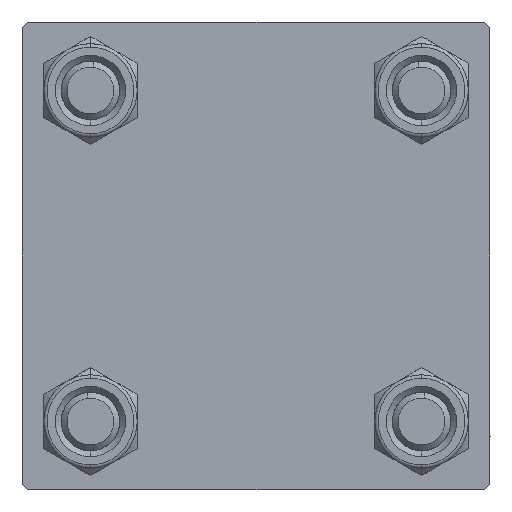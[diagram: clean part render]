
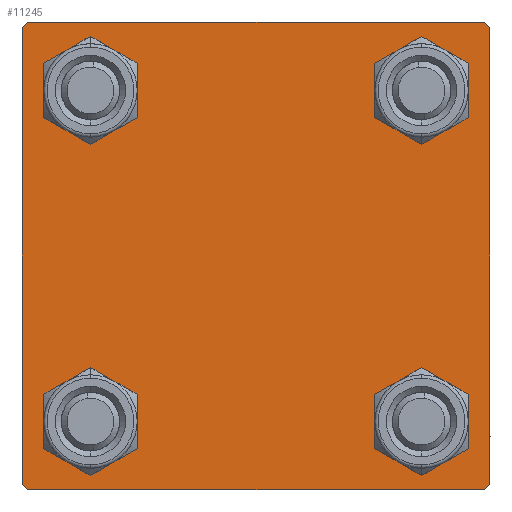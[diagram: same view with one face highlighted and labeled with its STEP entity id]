
A CAD part, left-side view. The second image highlights one B-rep face of the part: STEP entity #11245.
In plain terms, the highlighted planar face has unit normal (-1, 0, 0).
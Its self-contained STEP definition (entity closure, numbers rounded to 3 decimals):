
#544 = CARTESIAN_POINT ( 'NONE',  ( 0., -14.15, -17.15 ) ) ;
#652 = VECTOR ( 'NONE', #29354, 1000. ) ;
#1467 = LINE ( 'NONE', #37486, #35350 ) ;
#1829 = DIRECTION ( 'NONE',  ( 1., 0., 0. ) ) ;
#2237 = EDGE_CURVE ( 'NONE', #22644, #8619, #30673, .T. ) ;
#2319 = VERTEX_POINT ( 'NONE', #9532 ) ;
#2478 = CARTESIAN_POINT ( 'NONE',  ( 0., -19.5, 20. ) ) ;
#4204 = CARTESIAN_POINT ( 'NONE',  ( 0., 14.15, 14.15 ) ) ;
#4278 = CIRCLE ( 'NONE', #13239, 3. ) ;
#4481 = ORIENTED_EDGE ( 'NONE', *, *, #4679, .T. ) ;
#4679 = EDGE_CURVE ( 'NONE', #2319, #14074, #17265, .T. ) ;
#4743 = EDGE_CURVE ( 'NONE', #14074, #2319, #4278, .T. ) ;
#5065 = EDGE_CURVE ( 'NONE', #47359, #19404, #18411, .T. ) ;
#5409 = VECTOR ( 'NONE', #23175, 1000. ) ;
#6047 = DIRECTION ( 'NONE',  ( 0., -1., 0. ) ) ;
#6178 = VERTEX_POINT ( 'NONE', #27774 ) ;
#6195 = FACE_OUTER_BOUND ( 'NONE', #7793, .T. ) ;
#6441 = EDGE_CURVE ( 'NONE', #22644, #44658, #47277, .T. ) ;
#6888 = CIRCLE ( 'NONE', #17461, 3. ) ;
#7093 = DIRECTION ( 'NONE',  ( 1., 0., 0. ) ) ;
#7209 = EDGE_CURVE ( 'NONE', #43314, #6178, #26303, .T. ) ;
#7262 = CARTESIAN_POINT ( 'NONE',  ( 0., -19.5, -20. ) ) ;
#7301 = VERTEX_POINT ( 'NONE', #26720 ) ;
#7358 = LINE ( 'NONE', #38392, #26410 ) ;
#7659 = LINE ( 'NONE', #38190, #5409 ) ;
#7674 = AXIS2_PLACEMENT_3D ( 'NONE', #24988, #1829, #40514 ) ;
#7680 = CARTESIAN_POINT ( 'NONE',  ( 0., -20., 19.5 ) ) ;
#7793 = EDGE_LOOP ( 'NONE', ( #33762, #46766, #23242, #36485, #48258, #33495, #36024, #43846 ) ) ;
#8619 = VERTEX_POINT ( 'NONE', #29607 ) ;
#8753 = CIRCLE ( 'NONE', #15239, 3. ) ;
#9205 = CARTESIAN_POINT ( 'NONE',  ( 0., -14.15, -14.15 ) ) ;
#9229 = CARTESIAN_POINT ( 'NONE',  ( 0., 14.15, 17.15 ) ) ;
#9310 = ORIENTED_EDGE ( 'NONE', *, *, #12424, .T. ) ;
#9391 = AXIS2_PLACEMENT_3D ( 'NONE', #21952, #42042, #21711 ) ;
#9532 = CARTESIAN_POINT ( 'NONE',  ( 0., -14.15, 11.15 ) ) ;
#9581 = ORIENTED_EDGE ( 'NONE', *, *, #33392, .T. ) ;
#11245 = ADVANCED_FACE ( 'NONE', ( #25774, #18636, #41289, #45845, #6195 ), #17880, .T. ) ;
#11570 = EDGE_LOOP ( 'NONE', ( #31395, #49313 ) ) ;
#11781 = CARTESIAN_POINT ( 'NONE',  ( 0., 20., -19.5 ) ) ;
#11836 = VERTEX_POINT ( 'NONE', #38562 ) ;
#12424 = EDGE_CURVE ( 'NONE', #6178, #43314, #41078, .T. ) ;
#13239 = AXIS2_PLACEMENT_3D ( 'NONE', #19536, #31509, #15466 ) ;
#13632 = EDGE_CURVE ( 'NONE', #11836, #33677, #48290, .T. ) ;
#13730 = VERTEX_POINT ( 'NONE', #46491 ) ;
#13933 = VERTEX_POINT ( 'NONE', #43670 ) ;
#14074 = VERTEX_POINT ( 'NONE', #26083 ) ;
#14158 = EDGE_CURVE ( 'NONE', #7301, #32224, #33705, .T. ) ;
#14347 = CARTESIAN_POINT ( 'NONE',  ( 0., 20., 20. ) ) ;
#14431 = LINE ( 'NONE', #21570, #17107 ) ;
#15239 = AXIS2_PLACEMENT_3D ( 'NONE', #20918, #24975, #29053 ) ;
#15296 = EDGE_CURVE ( 'NONE', #13933, #21562, #1467, .T. ) ;
#15466 = DIRECTION ( 'NONE',  ( 0., 0., 1. ) ) ;
#16216 = DIRECTION ( 'NONE',  ( 0., -1., 0. ) ) ;
#16540 = CARTESIAN_POINT ( 'NONE',  ( 0., 14.15, 14.15 ) ) ;
#16994 = EDGE_LOOP ( 'NONE', ( #9310, #28878 ) ) ;
#17107 = VECTOR ( 'NONE', #6047, 1000. ) ;
#17265 = CIRCLE ( 'NONE', #35172, 3. ) ;
#17461 = AXIS2_PLACEMENT_3D ( 'NONE', #16540, #28272, #46567 ) ;
#17880 = PLANE ( 'NONE',  #9391 ) ;
#17888 = CARTESIAN_POINT ( 'NONE',  ( 0., 19.75, -19.75 ) ) ;
#18260 = AXIS2_PLACEMENT_3D ( 'NONE', #34301, #21609, #29743 ) ;
#18411 = LINE ( 'NONE', #14347, #25391 ) ;
#18636 = FACE_BOUND ( 'NONE', #16994, .T. ) ;
#19404 = VERTEX_POINT ( 'NONE', #11781 ) ;
#19536 = CARTESIAN_POINT ( 'NONE',  ( 0., -14.15, 14.15 ) ) ;
#19724 = CARTESIAN_POINT ( 'NONE',  ( 0., -20., 20. ) ) ;
#20073 = DIRECTION ( 'NONE',  ( 0., -0.707, 0.707 ) ) ;
#20270 = EDGE_CURVE ( 'NONE', #13730, #44658, #14431, .T. ) ;
#20918 = CARTESIAN_POINT ( 'NONE',  ( 0., 14.15, -14.15 ) ) ;
#21562 = VERTEX_POINT ( 'NONE', #7262 ) ;
#21570 = CARTESIAN_POINT ( 'NONE',  ( 0., 20., 20. ) ) ;
#21609 = DIRECTION ( 'NONE',  ( 1., 0., 0. ) ) ;
#21648 = DIRECTION ( 'NONE',  ( 1., 0., 0. ) ) ;
#21711 = DIRECTION ( 'NONE',  ( 0., 0., 1. ) ) ;
#21952 = CARTESIAN_POINT ( 'NONE',  ( 0., 0., 0. ) ) ;
#22644 = VERTEX_POINT ( 'NONE', #7680 ) ;
#23175 = DIRECTION ( 'NONE',  ( 0., 0.707, -0.707 ) ) ;
#23242 = ORIENTED_EDGE ( 'NONE', *, *, #15296, .T. ) ;
#24975 = DIRECTION ( 'NONE',  ( 1., 0., 0. ) ) ;
#24988 = CARTESIAN_POINT ( 'NONE',  ( 0., -14.15, -14.15 ) ) ;
#25391 = VECTOR ( 'NONE', #41312, 1000. ) ;
#25774 = FACE_BOUND ( 'NONE', #36283, .T. ) ;
#26083 = CARTESIAN_POINT ( 'NONE',  ( 0., -14.15, 17.15 ) ) ;
#26303 = CIRCLE ( 'NONE', #44163, 3. ) ;
#26410 = VECTOR ( 'NONE', #20073, 1000. ) ;
#26720 = CARTESIAN_POINT ( 'NONE',  ( 0., 14.15, 11.15 ) ) ;
#27774 = CARTESIAN_POINT ( 'NONE',  ( 0., -14.15, -11.15 ) ) ;
#27969 = CARTESIAN_POINT ( 'NONE',  ( 0., -19.75, 19.75 ) ) ;
#28272 = DIRECTION ( 'NONE',  ( 1., 0., 0. ) ) ;
#28878 = ORIENTED_EDGE ( 'NONE', *, *, #7209, .T. ) ;
#29053 = DIRECTION ( 'NONE',  ( 0., 0., 1. ) ) ;
#29354 = DIRECTION ( 'NONE',  ( 0., -0.707, -0.707 ) ) ;
#29607 = CARTESIAN_POINT ( 'NONE',  ( 0., -20., -19.5 ) ) ;
#29743 = DIRECTION ( 'NONE',  ( 0., 0., 1. ) ) ;
#30673 = LINE ( 'NONE', #19724, #47243 ) ;
#31395 = ORIENTED_EDGE ( 'NONE', *, *, #41123, .T. ) ;
#31509 = DIRECTION ( 'NONE',  ( 1., 0., 0. ) ) ;
#31980 = EDGE_LOOP ( 'NONE', ( #9581, #42871 ) ) ;
#32224 = VERTEX_POINT ( 'NONE', #9229 ) ;
#32494 = CARTESIAN_POINT ( 'NONE',  ( 0., 14.15, -11.15 ) ) ;
#33392 = EDGE_CURVE ( 'NONE', #32224, #7301, #6888, .T. ) ;
#33495 = ORIENTED_EDGE ( 'NONE', *, *, #6441, .T. ) ;
#33677 = VERTEX_POINT ( 'NONE', #32494 ) ;
#33705 = CIRCLE ( 'NONE', #44231, 3. ) ;
#33762 = ORIENTED_EDGE ( 'NONE', *, *, #5065, .T. ) ;
#34301 = CARTESIAN_POINT ( 'NONE',  ( 0., 14.15, -14.15 ) ) ;
#35172 = AXIS2_PLACEMENT_3D ( 'NONE', #41926, #7093, #38372 ) ;
#35207 = VECTOR ( 'NONE', #43476, 1000. ) ;
#35238 = DIRECTION ( 'NONE',  ( 1., 0., 0. ) ) ;
#35242 = DIRECTION ( 'NONE',  ( 0., 0., -1. ) ) ;
#35350 = VECTOR ( 'NONE', #16216, 1000. ) ;
#36024 = ORIENTED_EDGE ( 'NONE', *, *, #20270, .F. ) ;
#36283 = EDGE_LOOP ( 'NONE', ( #40048, #4481 ) ) ;
#36485 = ORIENTED_EDGE ( 'NONE', *, *, #48000, .T. ) ;
#37165 = DIRECTION ( 'NONE',  ( 0., 0., 1. ) ) ;
#37229 = EDGE_CURVE ( 'NONE', #13730, #47359, #7659, .T. ) ;
#37486 = CARTESIAN_POINT ( 'NONE',  ( 0., 20., -20. ) ) ;
#38190 = CARTESIAN_POINT ( 'NONE',  ( 0., 19.75, 19.75 ) ) ;
#38372 = DIRECTION ( 'NONE',  ( 0., 0., 1. ) ) ;
#38392 = CARTESIAN_POINT ( 'NONE',  ( 0., -19.75, -19.75 ) ) ;
#38562 = CARTESIAN_POINT ( 'NONE',  ( 0., 14.15, -17.15 ) ) ;
#40048 = ORIENTED_EDGE ( 'NONE', *, *, #4743, .T. ) ;
#40514 = DIRECTION ( 'NONE',  ( 0., 0., 1. ) ) ;
#41052 = LINE ( 'NONE', #17888, #652 ) ;
#41078 = CIRCLE ( 'NONE', #7674, 3. ) ;
#41123 = EDGE_CURVE ( 'NONE', #33677, #11836, #8753, .T. ) ;
#41289 = FACE_BOUND ( 'NONE', #11570, .T. ) ;
#41312 = DIRECTION ( 'NONE',  ( 0., 0., -1. ) ) ;
#41926 = CARTESIAN_POINT ( 'NONE',  ( 0., -14.15, 14.15 ) ) ;
#42042 = DIRECTION ( 'NONE',  ( -1., 0., 0. ) ) ;
#42871 = ORIENTED_EDGE ( 'NONE', *, *, #14158, .T. ) ;
#43314 = VERTEX_POINT ( 'NONE', #544 ) ;
#43476 = DIRECTION ( 'NONE',  ( 0., 0.707, 0.707 ) ) ;
#43670 = CARTESIAN_POINT ( 'NONE',  ( 0., 19.5, -20. ) ) ;
#43846 = ORIENTED_EDGE ( 'NONE', *, *, #37229, .T. ) ;
#44163 = AXIS2_PLACEMENT_3D ( 'NONE', #9205, #21648, #37165 ) ;
#44231 = AXIS2_PLACEMENT_3D ( 'NONE', #4204, #35238, #46924 ) ;
#44658 = VERTEX_POINT ( 'NONE', #2478 ) ;
#45467 = EDGE_CURVE ( 'NONE', #19404, #13933, #41052, .T. ) ;
#45845 = FACE_BOUND ( 'NONE', #31980, .T. ) ;
#46491 = CARTESIAN_POINT ( 'NONE',  ( 0., 19.5, 20. ) ) ;
#46567 = DIRECTION ( 'NONE',  ( 0., 0., 1. ) ) ;
#46766 = ORIENTED_EDGE ( 'NONE', *, *, #45467, .T. ) ;
#46924 = DIRECTION ( 'NONE',  ( 0., 0., 1. ) ) ;
#47243 = VECTOR ( 'NONE', #35242, 1000. ) ;
#47277 = LINE ( 'NONE', #27969, #35207 ) ;
#47359 = VERTEX_POINT ( 'NONE', #48669 ) ;
#48000 = EDGE_CURVE ( 'NONE', #21562, #8619, #7358, .T. ) ;
#48258 = ORIENTED_EDGE ( 'NONE', *, *, #2237, .F. ) ;
#48290 = CIRCLE ( 'NONE', #18260, 3. ) ;
#48669 = CARTESIAN_POINT ( 'NONE',  ( 0., 20., 19.5 ) ) ;
#49313 = ORIENTED_EDGE ( 'NONE', *, *, #13632, .T. ) ;
